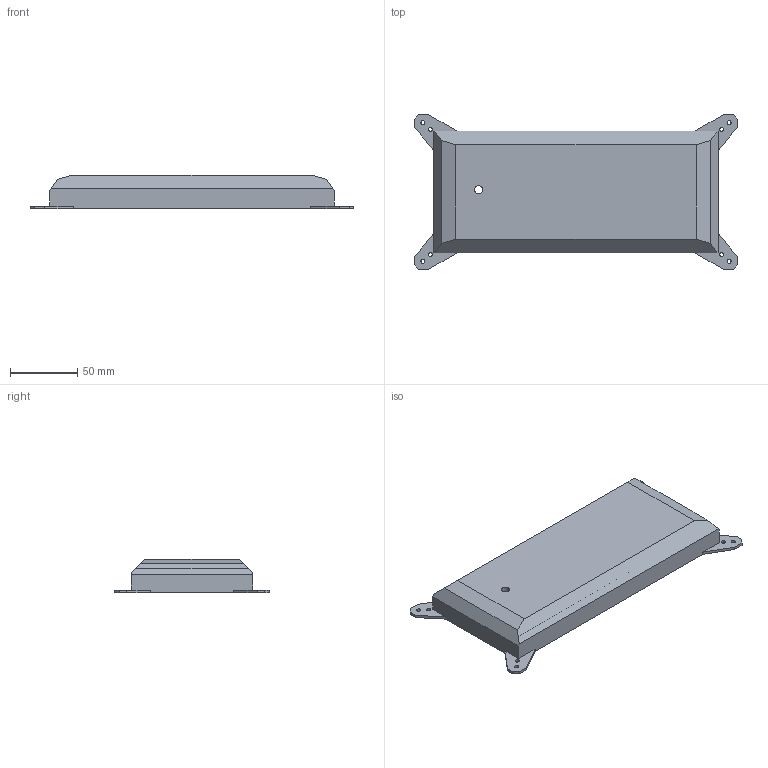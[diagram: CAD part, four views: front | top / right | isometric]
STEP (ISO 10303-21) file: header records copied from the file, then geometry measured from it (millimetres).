
FILE_DESCRIPTION (( 'STEP AP203' ), '1' );
FILE_NAME ('frame truss base.STEP.STEP', '2025-09-07T20:42:39', ( '' ), ( '' ), 'SwSTEP 2.0', 'SolidWorks 2023', '' );
FILE_SCHEMA (( 'CONFIG_CONTROL_DESIGN' ));
Length unit declared in the file: centimetre
Products named in the file (1): frame truss base.STEP
Bounding box: 240.16 x 114.75 x 25 mm (x, y, z)
Volume: 147400.9 mm3; surface area: 62540.3 mm2
Topology: 1 solids, 1 shells, 59 faces, 168 edges, 112 vertices
Faces by surface type: plane 41, cylinder 18
Entity records: 2031 total; most frequent: CARTESIAN_POINT 340, ORIENTED_EDGE 336, DIRECTION 324, EDGE_CURVE 168, LINE 132, VECTOR 132, VERTEX_POINT 112, AXIS2_PLACEMENT_3D 96
